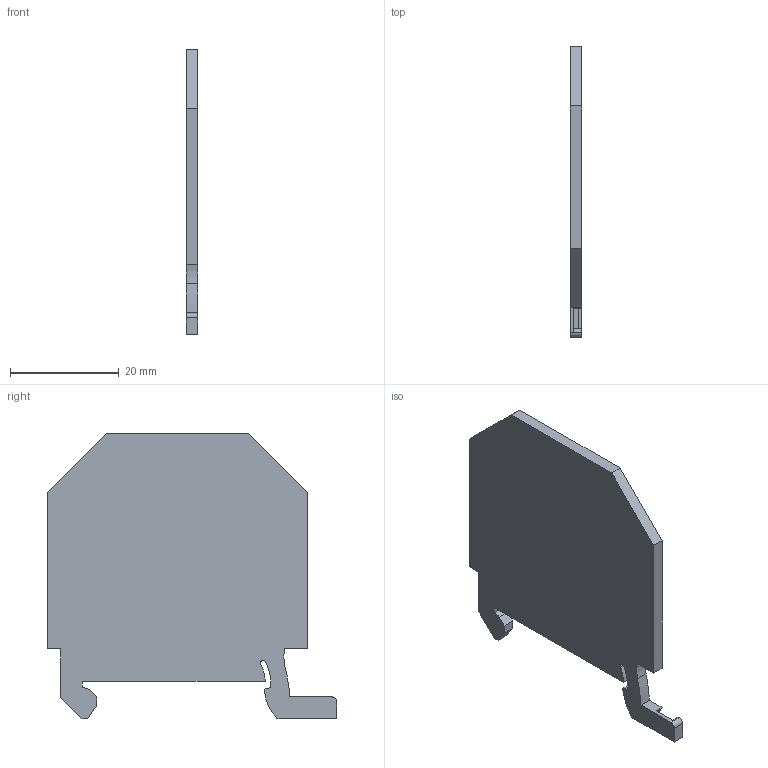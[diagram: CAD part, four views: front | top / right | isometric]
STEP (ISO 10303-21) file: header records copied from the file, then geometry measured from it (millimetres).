
FILE_DESCRIPTION(('Creo Elements/Direct Modeling STEP Export'),'2;1');
FILE_NAME('model.stp','2017-12-17T 6:31:48',(''),(''),'Creo Elements/Direct Modeling STEP processor for AP214 (Solid Model)','Creo Elements/Direct Modeling 18.1I 14-Aug-2016 (C) Parametric Technology GmbH','');
FILE_SCHEMA(('AUTOMOTIVE_DESIGN { 1 0 10303 214 1 1 1 1 }'));
Length unit declared in the file: millimetre
Products named in the file (2): ATP_UT-select
Assembly tree (1 placements, depth 2):
  ATP_UT-select
    ATP_UT-select
Bounding box: 2.2 x 53.37 x 52.55 mm (x, y, z)
Volume: 4654.3 mm3; surface area: 4772.9 mm2
Topology: 1 solids, 1 shells, 38 faces, 107 edges, 71 vertices
Faces by surface type: plane 30, cylinder 8
Entity records: 1568 total; most frequent: CARTESIAN_POINT 218, ORIENTED_EDGE 214, DIRECTION 203, EDGE_CURVE 107, VECTOR 91, LINE 91, VERTEX_POINT 71, AXIS2_PLACEMENT_3D 56
